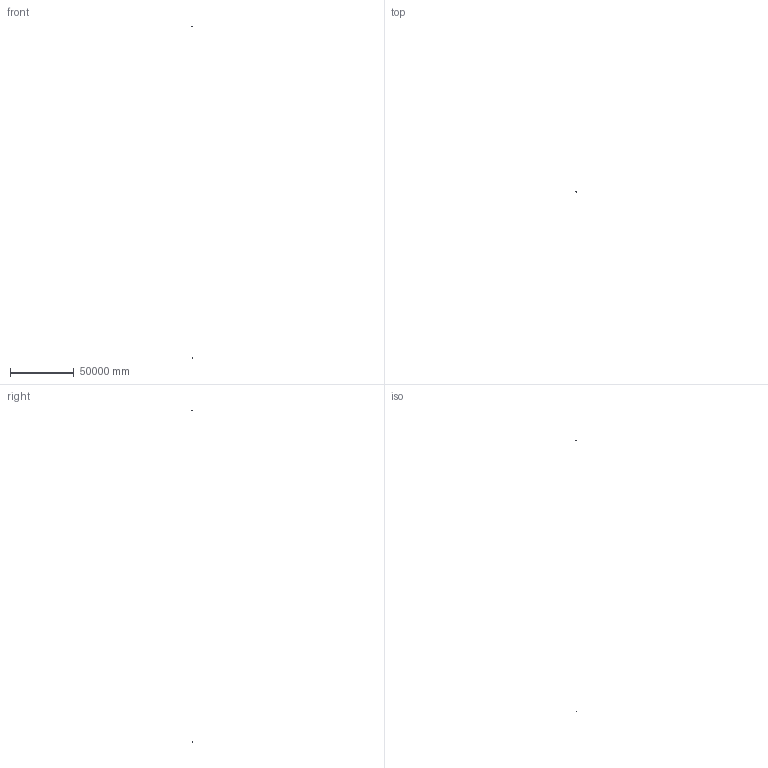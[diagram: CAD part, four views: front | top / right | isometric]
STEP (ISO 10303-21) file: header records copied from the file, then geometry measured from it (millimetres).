
FILE_DESCRIPTION(/* description */ (''),/* implementation_level */ '2;1');
FILE_NAME(/* name */ 'PCB_board_box.stp',/* time_stamp */ '2023-10-19T16:59:15+08:00',/* author */ ('310611102'),/* organization */ (''),/* preprocessor_version */ 'ST-DEVELOPER v19',/* originating_system */ 'Autodesk Inventor 2023',/* authorisation */ '');
FILE_SCHEMA (('AUTOMOTIVE_DESIGN { 1 0 10303 214 3 1 1 }'));
Length unit declared in the file: millimetre
Products named in the file (10): PCB_board_box; PCB_board_box_buttom; PCB_board_box_front; PCB_board_box_left; PCB_board_box_right; PCB_board_box_top; PCB_board_box_back; connector; ISO 10642 - M3 x  8; ISO 4032 - M3
Assembly tree (74 placements, depth 2):
  PCB_board_box
    PCB_board_box_buttom
    PCB_board_box_front
    PCB_board_box_left
    PCB_board_box_right
    PCB_board_box_top
    PCB_board_box_back
    connector  x16
    ISO 10642 - M3 x  8  x26
    ISO 4032 - M3  x26
Bounding box: 118.67 x 127 x 261085.9 mm (x, y, z)
Volume: 42975.3 mm3; surface area: 93033.1 mm2
Topology: 74 solids, 74 shells, 1313 faces, 3185 edges, 2046 vertices
Faces by surface type: plane 820, cylinder 311, cone 156, torus 26
Full cylindrical faces by diameter (mm): 2.459 x26, 3 x26, 3.2 x79, 6 x26
Entity records: 14170 total; most frequent: DIRECTION 2440, CARTESIAN_POINT 2377, ORIENTED_EDGE 2250, EDGE_CURVE 1125, AXIS2_PLACEMENT_3D 845, LINE 750, VECTOR 750, VERTEX_POINT 746
